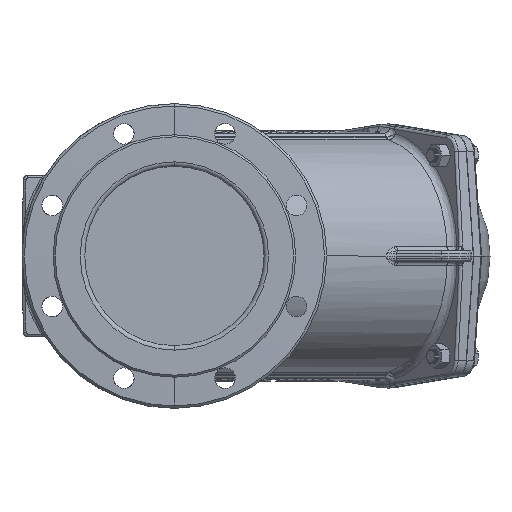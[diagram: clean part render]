
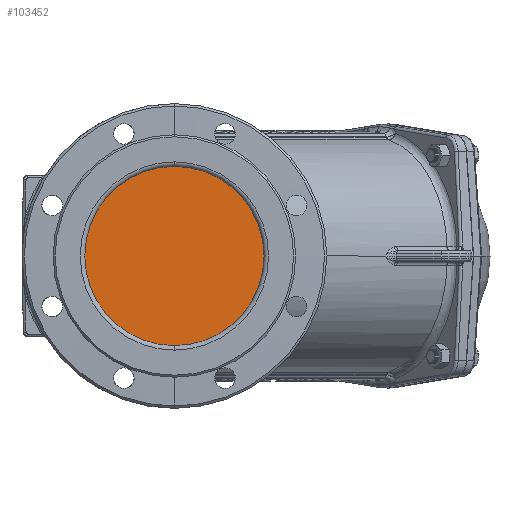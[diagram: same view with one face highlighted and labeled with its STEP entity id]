
A CAD part, front view. The second image highlights one B-rep face of the part: STEP entity #103452.
In plain terms, the highlighted planar face has unit normal (0, -1, 0).
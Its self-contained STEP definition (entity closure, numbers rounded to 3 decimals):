
#5154 = CIRCLE ( 'NONE', #66173, 100. ) ;
#25631 = DIRECTION ( 'NONE',  ( 0., 1., 0. ) ) ;
#31988 = CIRCLE ( 'NONE', #184920, 100. ) ;
#33321 = AXIS2_PLACEMENT_3D ( 'NONE', #64008, #80683, #79353 ) ;
#34321 = CARTESIAN_POINT ( 'NONE',  ( 0., -245., -100. ) ) ;
#38394 = DIRECTION ( 'NONE',  ( 0., 0., -1. ) ) ;
#50632 = PLANE ( 'NONE',  #33321 ) ;
#54876 = EDGE_CURVE ( 'NONE', #57699, #177267, #5154, .T. ) ;
#57699 = VERTEX_POINT ( 'NONE', #34321 ) ;
#61465 = EDGE_LOOP ( 'NONE', ( #168863, #108026 ) ) ;
#64008 = CARTESIAN_POINT ( 'NONE',  ( 0., -245., 0. ) ) ;
#66173 = AXIS2_PLACEMENT_3D ( 'NONE', #169718, #185683, #184399 ) ;
#79353 = DIRECTION ( 'NONE',  ( 0., 0., -1. ) ) ;
#80683 = DIRECTION ( 'NONE',  ( 0., -1., 0. ) ) ;
#101456 = EDGE_CURVE ( 'NONE', #177267, #57699, #31988, .T. ) ;
#103452 = ADVANCED_FACE ( 'NONE', ( #118416 ), #50632, .T. ) ;
#108026 = ORIENTED_EDGE ( 'NONE', *, *, #54876, .F. ) ;
#118416 = FACE_OUTER_BOUND ( 'NONE', #61465, .T. ) ;
#127659 = CARTESIAN_POINT ( 'NONE',  ( 0., -245., 0. ) ) ;
#138717 = CARTESIAN_POINT ( 'NONE',  ( 0., -245., 100. ) ) ;
#168863 = ORIENTED_EDGE ( 'NONE', *, *, #101456, .F. ) ;
#169718 = CARTESIAN_POINT ( 'NONE',  ( 0., -245., 0. ) ) ;
#177267 = VERTEX_POINT ( 'NONE', #138717 ) ;
#184399 = DIRECTION ( 'NONE',  ( 0., 0., -1. ) ) ;
#184920 = AXIS2_PLACEMENT_3D ( 'NONE', #127659, #25631, #38394 ) ;
#185683 = DIRECTION ( 'NONE',  ( 0., 1., 0. ) ) ;
